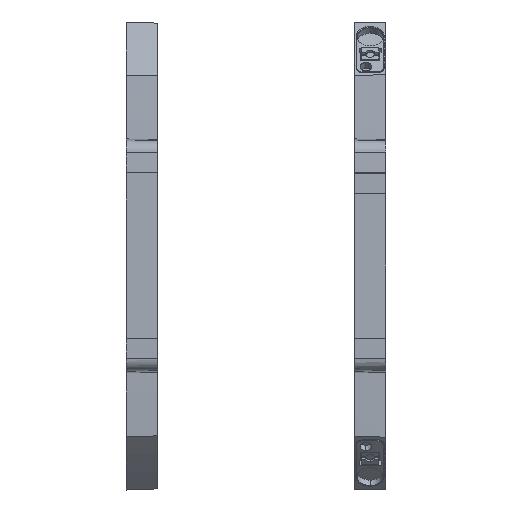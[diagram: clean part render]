
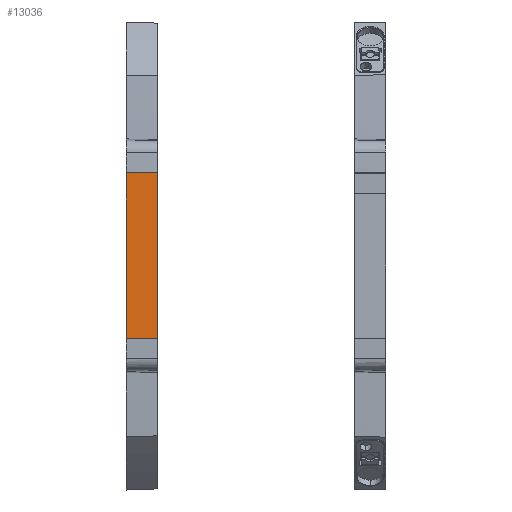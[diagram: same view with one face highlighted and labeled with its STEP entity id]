
A CAD part, top view. The second image highlights one B-rep face of the part: STEP entity #13036.
In plain terms, the highlighted planar face has unit normal (0.009, 0, 1).
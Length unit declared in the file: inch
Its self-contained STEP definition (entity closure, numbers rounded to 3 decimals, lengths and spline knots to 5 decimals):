
#1686 = LINE ( 'NONE', #6254, #7535 ) ;
#2130 = VECTOR ( 'NONE', #12174, 39.37008 ) ;
#3160 = DIRECTION ( 'NONE',  ( 1., 0., -0.009 ) ) ;
#3617 = CARTESIAN_POINT ( 'NONE',  ( -0.23622, -0.62962, 2.73235 ) ) ;
#3710 = ORIENTED_EDGE ( 'NONE', *, *, #7855, .T. ) ;
#4244 = ORIENTED_EDGE ( 'NONE', *, *, #13095, .F. ) ;
#4593 = PLANE ( 'NONE',  #10632 ) ;
#6106 = CARTESIAN_POINT ( 'NONE',  ( -0.23622, -2.14823, 2.73235 ) ) ;
#6174 = VERTEX_POINT ( 'NONE', #7614 ) ;
#6254 = CARTESIAN_POINT ( 'NONE',  ( 0., 0.63841, 2.73029 ) ) ;
#6862 = EDGE_CURVE ( 'NONE', #16299, #9113, #1686, .T. ) ;
#6904 = CARTESIAN_POINT ( 'NONE',  ( 0., -0.63084, 2.73029 ) ) ;
#7535 = VECTOR ( 'NONE', #16357, 39.37008 ) ;
#7614 = CARTESIAN_POINT ( 'NONE',  ( -0.23622, -0.62962, 2.73235 ) ) ;
#7630 = DIRECTION ( 'NONE',  ( 0.009, 0., 1. ) ) ;
#7855 = EDGE_CURVE ( 'NONE', #9113, #17782, #11971, .T. ) ;
#9113 = VERTEX_POINT ( 'NONE', #10618 ) ;
#9729 = VECTOR ( 'NONE', #13580, 39.37008 ) ;
#10395 = CARTESIAN_POINT ( 'NONE',  ( 0., 0.63841, 2.73029 ) ) ;
#10541 = CARTESIAN_POINT ( 'NONE',  ( 0., 0.63084, 2.73029 ) ) ;
#10618 = CARTESIAN_POINT ( 'NONE',  ( 0., 0.63084, 2.73029 ) ) ;
#10632 = AXIS2_PLACEMENT_3D ( 'NONE', #10395, #7630, #3160 ) ;
#10940 = CARTESIAN_POINT ( 'NONE',  ( -0.23622, 0.62962, 2.73235 ) ) ;
#11907 = DIRECTION ( 'NONE',  ( 0., 1., 0. ) ) ;
#11960 = EDGE_LOOP ( 'NONE', ( #3710, #4244, #17852, #12858 ) ) ;
#11971 = LINE ( 'NONE', #10541, #9729 ) ;
#12174 = DIRECTION ( 'NONE',  ( 1., -0.005, -0.009 ) ) ;
#12858 = ORIENTED_EDGE ( 'NONE', *, *, #6862, .T. ) ;
#13036 = ADVANCED_FACE ( 'NONE', ( #13046 ), #4593, .T. ) ;
#13046 = FACE_OUTER_BOUND ( 'NONE', #11960, .T. ) ;
#13095 = EDGE_CURVE ( 'NONE', #6174, #17782, #17832, .T. ) ;
#13411 = LINE ( 'NONE', #3617, #2130 ) ;
#13580 = DIRECTION ( 'NONE',  ( -1., -0.005, 0.009 ) ) ;
#13679 = VECTOR ( 'NONE', #11907, 39.37008 ) ;
#15491 = EDGE_CURVE ( 'NONE', #6174, #16299, #13411, .T. ) ;
#16299 = VERTEX_POINT ( 'NONE', #6904 ) ;
#16357 = DIRECTION ( 'NONE',  ( 0., 1., 0. ) ) ;
#17782 = VERTEX_POINT ( 'NONE', #10940 ) ;
#17832 = LINE ( 'NONE', #6106, #13679 ) ;
#17852 = ORIENTED_EDGE ( 'NONE', *, *, #15491, .T. ) ;
